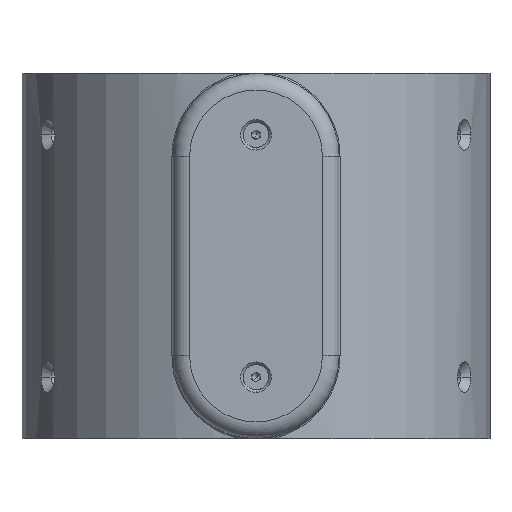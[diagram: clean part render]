
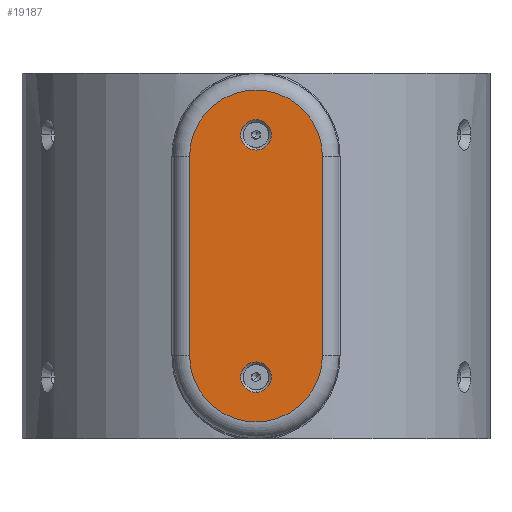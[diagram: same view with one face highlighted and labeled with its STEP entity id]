
A CAD part, front view. The second image highlights one B-rep face of the part: STEP entity #19187.
In plain terms, the highlighted planar face has unit normal (0, -1, 0).
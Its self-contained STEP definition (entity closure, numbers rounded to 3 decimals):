
#831 = CARTESIAN_POINT ( 'NONE',  ( 87.039, 17.685, 104.456 ) ) ;
#1174 = ORIENTED_EDGE ( 'NONE', *, *, #19414, .F. ) ;
#1599 = ORIENTED_EDGE ( 'NONE', *, *, #24366, .F. ) ;
#1960 = AXIS2_PLACEMENT_3D ( 'NONE', #15815, #10290, #12566 ) ;
#1972 = VERTEX_POINT ( 'NONE', #5946 ) ;
#2383 = EDGE_CURVE ( 'NONE', #15416, #26078, #11693, .T. ) ;
#2748 = CARTESIAN_POINT ( 'NONE',  ( 87.039, 17.685, 97.956 ) ) ;
#3047 = EDGE_CURVE ( 'NONE', #11791, #15416, #3938, .T. ) ;
#3083 = DIRECTION ( 'NONE',  ( 0., -1., 0. ) ) ;
#3571 = DIRECTION ( 'NONE',  ( 0., -1., 0. ) ) ;
#3810 = ORIENTED_EDGE ( 'NONE', *, *, #20510, .F. ) ;
#3938 = LINE ( 'NONE', #14241, #23396 ) ;
#4697 = ORIENTED_EDGE ( 'NONE', *, *, #2383, .T. ) ;
#5196 = DIRECTION ( 'NONE',  ( -1., 0., 0. ) ) ;
#5303 = EDGE_LOOP ( 'NONE', ( #1174, #1599 ) ) ;
#5358 = AXIS2_PLACEMENT_3D ( 'NONE', #8804, #22839, #12725 ) ;
#5365 = CIRCLE ( 'NONE', #1960, 4.59 ) ;
#5491 = CIRCLE ( 'NONE', #8117, 20. ) ;
#5655 = FACE_OUTER_BOUND ( 'NONE', #7810, .T. ) ;
#5803 = DIRECTION ( 'NONE',  ( 0., -1., 0. ) ) ;
#5939 = ORIENTED_EDGE ( 'NONE', *, *, #3047, .T. ) ;
#5946 = CARTESIAN_POINT ( 'NONE',  ( 87.039, 17.685, 102.546 ) ) ;
#7188 = CARTESIAN_POINT ( 'NONE',  ( 67.039, 17.685, 164.456 ) ) ;
#7281 = EDGE_CURVE ( 'NONE', #15917, #11791, #5491, .T. ) ;
#7810 = EDGE_LOOP ( 'NONE', ( #5939, #4697, #16684, #21359 ) ) ;
#8042 = AXIS2_PLACEMENT_3D ( 'NONE', #2748, #21471, #19452 ) ;
#8117 = AXIS2_PLACEMENT_3D ( 'NONE', #831, #3083, #8883 ) ;
#8804 = CARTESIAN_POINT ( 'NONE',  ( 87.039, 17.685, 170.956 ) ) ;
#8813 = CARTESIAN_POINT ( 'NONE',  ( 67.039, 17.685, 104.456 ) ) ;
#8883 = DIRECTION ( 'NONE',  ( -1., 0., 0. ) ) ;
#9223 = EDGE_LOOP ( 'NONE', ( #3810, #22121 ) ) ;
#9334 = DIRECTION ( 'NONE',  ( 0., 0., 1. ) ) ;
#9809 = CARTESIAN_POINT ( 'NONE',  ( 107.039, 17.685, 104.456 ) ) ;
#10142 = FACE_BOUND ( 'NONE', #5303, .T. ) ;
#10171 = CIRCLE ( 'NONE', #25254, 4.59 ) ;
#10290 = DIRECTION ( 'NONE',  ( 0., -1., 0. ) ) ;
#10374 = VERTEX_POINT ( 'NONE', #16783 ) ;
#10986 = CIRCLE ( 'NONE', #5358, 4.59 ) ;
#11037 = CIRCLE ( 'NONE', #8042, 4.59 ) ;
#11369 = VECTOR ( 'NONE', #25907, 1000. ) ;
#11693 = CIRCLE ( 'NONE', #26329, 20. ) ;
#11750 = PLANE ( 'NONE',  #13544 ) ;
#11791 = VERTEX_POINT ( 'NONE', #9809 ) ;
#12566 = DIRECTION ( 'NONE',  ( 0., 0., 1. ) ) ;
#12725 = DIRECTION ( 'NONE',  ( 0., 0., 1. ) ) ;
#12770 = CARTESIAN_POINT ( 'NONE',  ( 87.039, 17.685, 166.366 ) ) ;
#13544 = AXIS2_PLACEMENT_3D ( 'NONE', #24299, #5803, #16324 ) ;
#14241 = CARTESIAN_POINT ( 'NONE',  ( 107.039, 17.685, 134.456 ) ) ;
#15416 = VERTEX_POINT ( 'NONE', #24090 ) ;
#15486 = LINE ( 'NONE', #17647, #11369 ) ;
#15736 = CARTESIAN_POINT ( 'NONE',  ( 87.039, 17.685, 164.456 ) ) ;
#15815 = CARTESIAN_POINT ( 'NONE',  ( 87.039, 17.685, 170.956 ) ) ;
#15917 = VERTEX_POINT ( 'NONE', #8813 ) ;
#16324 = DIRECTION ( 'NONE',  ( -1., 0., 0. ) ) ;
#16393 = DIRECTION ( 'NONE',  ( 0., 0., 1. ) ) ;
#16684 = ORIENTED_EDGE ( 'NONE', *, *, #22604, .T. ) ;
#16755 = VERTEX_POINT ( 'NONE', #12770 ) ;
#16783 = CARTESIAN_POINT ( 'NONE',  ( 87.039, 17.685, 93.366 ) ) ;
#17647 = CARTESIAN_POINT ( 'NONE',  ( 67.039, 17.685, 134.456 ) ) ;
#18662 = CARTESIAN_POINT ( 'NONE',  ( 87.039, 17.685, 175.546 ) ) ;
#19187 = ADVANCED_FACE ( 'NONE', ( #10142, #20098, #5655 ), #11750, .T. ) ;
#19414 = EDGE_CURVE ( 'NONE', #19422, #16755, #10986, .T. ) ;
#19422 = VERTEX_POINT ( 'NONE', #18662 ) ;
#19452 = DIRECTION ( 'NONE',  ( 0., 0., 1. ) ) ;
#20098 = FACE_BOUND ( 'NONE', #9223, .T. ) ;
#20510 = EDGE_CURVE ( 'NONE', #1972, #10374, #11037, .T. ) ;
#21232 = DIRECTION ( 'NONE',  ( 0., -1., 0. ) ) ;
#21359 = ORIENTED_EDGE ( 'NONE', *, *, #7281, .T. ) ;
#21471 = DIRECTION ( 'NONE',  ( 0., -1., 0. ) ) ;
#22121 = ORIENTED_EDGE ( 'NONE', *, *, #25176, .F. ) ;
#22604 = EDGE_CURVE ( 'NONE', #26078, #15917, #15486, .T. ) ;
#22740 = CARTESIAN_POINT ( 'NONE',  ( 87.039, 17.685, 97.956 ) ) ;
#22839 = DIRECTION ( 'NONE',  ( 0., -1., 0. ) ) ;
#23396 = VECTOR ( 'NONE', #16393, 1000. ) ;
#24090 = CARTESIAN_POINT ( 'NONE',  ( 107.039, 17.685, 164.456 ) ) ;
#24299 = CARTESIAN_POINT ( 'NONE',  ( 87.039, 17.685, 134.456 ) ) ;
#24366 = EDGE_CURVE ( 'NONE', #16755, #19422, #5365, .T. ) ;
#25176 = EDGE_CURVE ( 'NONE', #10374, #1972, #10171, .T. ) ;
#25254 = AXIS2_PLACEMENT_3D ( 'NONE', #22740, #21232, #9334 ) ;
#25907 = DIRECTION ( 'NONE',  ( 0., 0., -1. ) ) ;
#26078 = VERTEX_POINT ( 'NONE', #7188 ) ;
#26329 = AXIS2_PLACEMENT_3D ( 'NONE', #15736, #3571, #5196 ) ;
